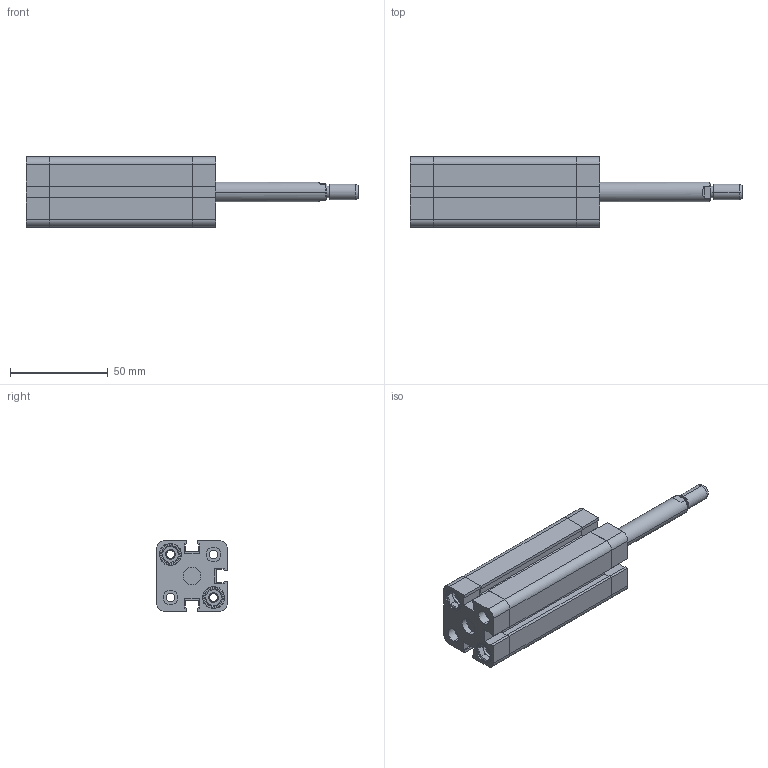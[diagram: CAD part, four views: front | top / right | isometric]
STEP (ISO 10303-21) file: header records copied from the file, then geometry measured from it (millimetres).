
FILE_DESCRIPTION (( 'STEP AP214' ), '1' );
FILE_NAME ('SM_007_020_0050_NP.STEP', '2019-11-18T11:37:14', ( '' ), ( '' ), 'SwSTEP 2.0', 'SolidWorks 2019', '' );
FILE_SCHEMA (( 'AUTOMOTIVE_DESIGN' ));
Length unit declared in the file: millimetre
Products named in the file (22): socket head thin cap screw_din_DIN 7984 - M5 x 30 --- 30N; Przek³adka SM_PSEM_D020; Pokrywa przód kpl^SM_PSEM-L_Pokrywa prz¢d kpl - D020; Kopia SMART - U. t³oka luŸna^T³ok kpl_SM_PSEM-L_U. tˆoka lu«na - D020; Kopia Magnes^T³ok kpl_SM_PSEM-L_Magnes D020; Kopia T硂k_T坥k - D020; T³oczysko^SM_PSEM-L_Tˆoczysko - D020; Kopia Tuleja prowadzｹca^Pokrywa prz kpl_SM_PSEM-L_Tuleja prowadz･ca - D020; Tuleja^SM_PSEM-L_Tuleja - D020; Œruba specjalna M8_M5^SM_PSEM-L; Kopia SMART - U. t硂ka wklejana^T硂k kpl_SM_PSEM-L_U. t坥ka wklejana - D020; Kopia SMART - U. t硂czyska^Pokrywa prz骴 kpl_SM_PSEM-L_U. t坥czyska - D020; SM_007_020_0050_NP; Pokrywa ty³ kpl^SM_PSEM-L_Pok tyˆ - D020; Sprêzyna SM_PSEM_L_020_L1 napi©cie wst©pne; Kopia Pokrywa ty³_Smart - Pok tyˆ - D020; T硂k kpl^SM_PSEM-L_T坥k kpl - D020; Kopia SMART - U. typ Oring - pokrywa^Pokrywa tyｳ kpl_SM_PSEM-L_U. typ Oring - D020; Kopia Pierœcieñ prowadz¹cy^T³ok kpl_SM_PSEM-L_Pier˜cieä prowadz¥cy D020; Kopia SMART - U. typ Oring - pokrywa^Pokrywa przód kpl_SM_PSEM-L_U. typ Oring - D020; Kopia Pokrywa prz^Pokrywa prz kpl_SM_PSEM-L_Smart - Pok prz｢d - D020; Kopia SMART - U. t³oka S^T³ok kpl_SM_PSEM-L_U. tˆoka S - D020
Assembly tree (24 placements, depth 3):
  SM_007_020_0050_NP
    Pokrywa przód kpl^SM_PSEM-L_Pokrywa prz¢d kpl - D020
      Kopia Pokrywa prz^Pokrywa prz kpl_SM_PSEM-L_Smart - Pok prz｢d - D020
      Kopia SMART - U. typ Oring - pokrywa^Pokrywa przód kpl_SM_PSEM-L_U. typ Oring - D020
      Kopia Tuleja prowadzｹca^Pokrywa prz kpl_SM_PSEM-L_Tuleja prowadz･ca - D020
      Kopia SMART - U. t硂czyska^Pokrywa prz骴 kpl_SM_PSEM-L_U. t坥czyska - D020
    Tuleja^SM_PSEM-L_Tuleja - D020
    Pokrywa ty³ kpl^SM_PSEM-L_Pok tyˆ - D020
      Kopia Pokrywa ty³_Smart - Pok tyˆ - D020
      Kopia SMART - U. typ Oring - pokrywa^Pokrywa tyｳ kpl_SM_PSEM-L_U. typ Oring - D020
    T硂k kpl^SM_PSEM-L_T坥k kpl - D020
      Kopia T硂k_T坥k - D020
      Kopia Magnes^T³ok kpl_SM_PSEM-L_Magnes D020
      Kopia Pierœcieñ prowadz¹cy^T³ok kpl_SM_PSEM-L_Pier˜cieä prowadz¥cy D020
      Kopia SMART - U. t³oka luŸna^T³ok kpl_SM_PSEM-L_U. tˆoka lu«na - D020
      Kopia SMART - U. t硂ka wklejana^T硂k kpl_SM_PSEM-L_U. t坥ka wklejana - D020
      Kopia SMART - U. t³oka S^T³ok kpl_SM_PSEM-L_U. tˆoka S - D020
    T³oczysko^SM_PSEM-L_Tˆoczysko - D020
    Œruba specjalna M8_M5^SM_PSEM-L  x4
    socket head thin cap screw_din_DIN 7984 - M5 x 30 --- 30N
    Przek³adka SM_PSEM_D020
    Sprêzyna SM_PSEM_L_020_L1 napi©cie wst©pne
Bounding box: 169.5 x 36 x 36 mm (x, y, z)
Volume: 90854.7 mm3; surface area: 54876.6 mm2
Topology: 22 solids, 22 shells, 798 faces, 1882 edges, 1191 vertices
Faces by surface type: plane 369, cylinder 206, cone 119, bspline 92, torus 12
Entity records: 28716 total; most frequent: CARTESIAN_POINT 11830, ORIENTED_EDGE 3282, DIRECTION 3154, EDGE_CURVE 1641, AXIS2_PLACEMENT_3D 1107, VERTEX_POINT 1059, LINE 940, VECTOR 940
